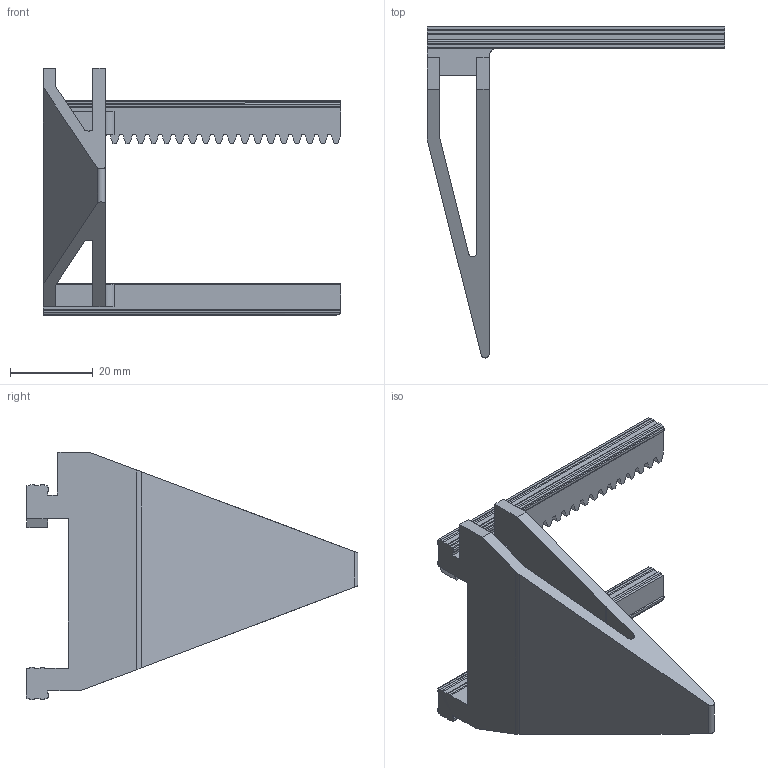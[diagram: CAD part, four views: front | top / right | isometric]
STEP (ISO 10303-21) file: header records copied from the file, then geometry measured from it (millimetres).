
FILE_DESCRIPTION(/* description */ ('STEP AP242 Edition 2','CAx-IF Rec.Pracs.---Representation and Presentation of Product Manufacturing Information (PMI)---4.0---2014-10-13','CAx-IF Rec.Pracs.---3D Tessellated Geometry---0.4---2014-09-14','2;1','CAx-IF Rec.Pracs.---User Defined Attributes---1.5---2016-08-15'),/* implementation_level */ '2;1');
FILE_NAME(/* name */ 'Parallel Jaw Gripper - leftgripper',/* time_stamp */ '2025-12-17T21:54:32Z',/* author */ (''),/* organization */ (''),/* preprocessor_version */ 'ST-DEVELOPER v20',/* originating_system */ 'ONSHAPE BY PTC INC, 1.208',/* authorisation */ ' ');
FILE_SCHEMA (('AP242_MANAGED_MODEL_BASED_3D_ENGINEERING_MIM_LF { 1 0 10303 442 3 1 4 }'));
Length unit declared in the file: metre
Products named in the file (1): leftgripper
Bounding box: 71.9 x 80.08 x 59.68 mm (x, y, z)
Volume: 21458.9 mm3; surface area: 14882.8 mm2
Topology: 1 solids, 1 shells, 195 faces, 580 edges, 383 vertices
Faces by surface type: plane 160, cylinder 35
Entity records: 6501 total; most frequent: CARTESIAN_POINT 1204, ORIENTED_EDGE 1160, DIRECTION 1027, EDGE_CURVE 580, LINE 495, VECTOR 495, VERTEX_POINT 383, AXIS2_PLACEMENT_3D 266
